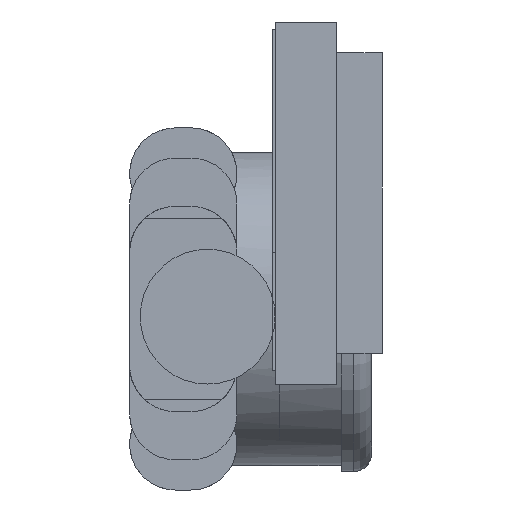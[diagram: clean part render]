
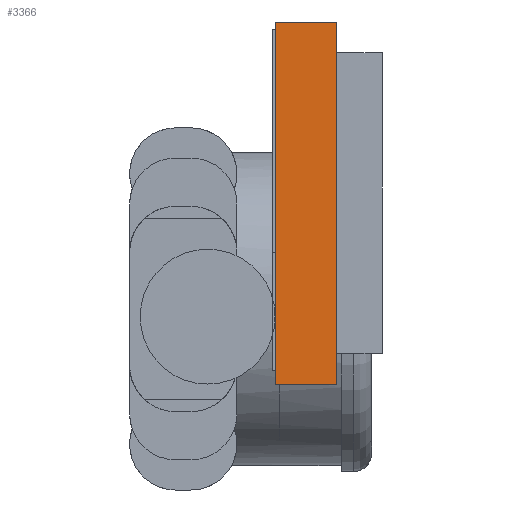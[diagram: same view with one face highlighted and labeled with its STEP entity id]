
A CAD part, left-side view. The second image highlights one B-rep face of the part: STEP entity #3366.
In plain terms, the highlighted planar face has unit normal (-1, 0, 0).
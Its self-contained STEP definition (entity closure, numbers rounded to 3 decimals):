
#82 = LINE ( 'NONE', #1812, #3494 ) ;
#149 = CARTESIAN_POINT ( 'NONE',  ( -47.981, -0.508, -1.5 ) ) ;
#161 = FACE_OUTER_BOUND ( 'NONE', #2436, .T. ) ;
#492 = VERTEX_POINT ( 'NONE', #2355 ) ;
#733 = VECTOR ( 'NONE', #1801, 1000. ) ;
#790 = ORIENTED_EDGE ( 'NONE', *, *, #2146, .T. ) ;
#843 = EDGE_CURVE ( 'NONE', #1847, #3228, #2571, .T. ) ;
#885 = CARTESIAN_POINT ( 'NONE',  ( -47.981, -0.508, 1.5 ) ) ;
#924 = CARTESIAN_POINT ( 'NONE',  ( -47.981, 0., -1.5 ) ) ;
#958 = VECTOR ( 'NONE', #3209, 1000. ) ;
#1257 = AXIS2_PLACEMENT_3D ( 'NONE', #149, #1687, #1709 ) ;
#1361 = VECTOR ( 'NONE', #3690, 1000. ) ;
#1529 = CARTESIAN_POINT ( 'NONE',  ( -47.981, -0.508, -1.5 ) ) ;
#1583 = DIRECTION ( 'NONE',  ( 0., 1., 0. ) ) ;
#1687 = DIRECTION ( 'NONE',  ( -1., 0., 0. ) ) ;
#1709 = DIRECTION ( 'NONE',  ( 0., 0., 1. ) ) ;
#1801 = DIRECTION ( 'NONE',  ( 0., 0., 1. ) ) ;
#1812 = CARTESIAN_POINT ( 'NONE',  ( -47.981, -0.508, 1.5 ) ) ;
#1847 = VERTEX_POINT ( 'NONE', #3773 ) ;
#1856 = CARTESIAN_POINT ( 'NONE',  ( -47.981, 0., -1.5 ) ) ;
#2146 = EDGE_CURVE ( 'NONE', #2287, #492, #82, .T. ) ;
#2149 = ORIENTED_EDGE ( 'NONE', *, *, #3694, .F. ) ;
#2287 = VERTEX_POINT ( 'NONE', #885 ) ;
#2351 = ORIENTED_EDGE ( 'NONE', *, *, #843, .F. ) ;
#2355 = CARTESIAN_POINT ( 'NONE',  ( -47.981, 0., 1.5 ) ) ;
#2436 = EDGE_LOOP ( 'NONE', ( #2149, #2351, #2555, #790 ) ) ;
#2555 = ORIENTED_EDGE ( 'NONE', *, *, #3329, .T. ) ;
#2571 = LINE ( 'NONE', #1529, #1361 ) ;
#2586 = CARTESIAN_POINT ( 'NONE',  ( -47.981, -0.508, -1.5 ) ) ;
#3209 = DIRECTION ( 'NONE',  ( 0., 0., 1. ) ) ;
#3228 = VERTEX_POINT ( 'NONE', #1856 ) ;
#3257 = PLANE ( 'NONE',  #1257 ) ;
#3329 = EDGE_CURVE ( 'NONE', #1847, #2287, #3430, .T. ) ;
#3366 = ADVANCED_FACE ( 'NONE', ( #161 ), #3257, .T. ) ;
#3430 = LINE ( 'NONE', #2586, #958 ) ;
#3494 = VECTOR ( 'NONE', #1583, 1000. ) ;
#3690 = DIRECTION ( 'NONE',  ( 0., 1., 0. ) ) ;
#3694 = EDGE_CURVE ( 'NONE', #3228, #492, #3879, .T. ) ;
#3773 = CARTESIAN_POINT ( 'NONE',  ( -47.981, -0.508, -1.5 ) ) ;
#3879 = LINE ( 'NONE', #924, #733 ) ;
